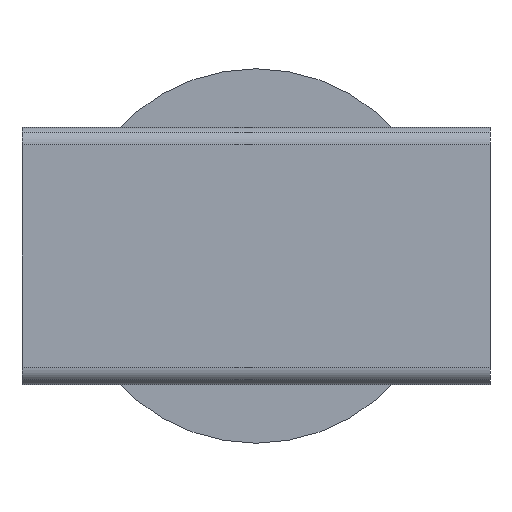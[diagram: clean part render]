
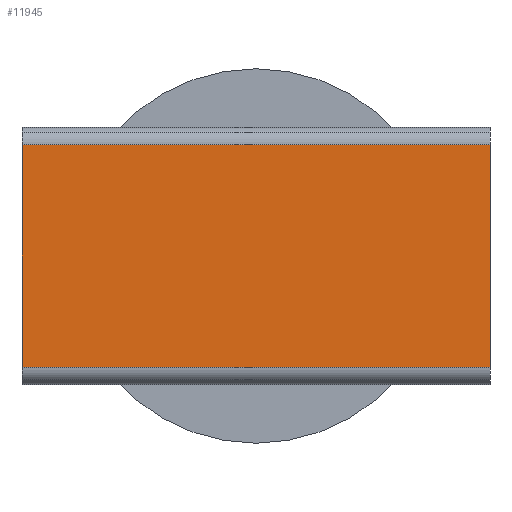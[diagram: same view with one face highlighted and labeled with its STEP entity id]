
A CAD part, front view. The second image highlights one B-rep face of the part: STEP entity #11945.
In plain terms, the highlighted planar face has unit normal (0, -1, 0).
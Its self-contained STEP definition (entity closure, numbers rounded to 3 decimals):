
#10732=CARTESIAN_POINT('',(-28.0,-11.0,-12.0));
#10733=VERTEX_POINT('',#10732);
#10741=CARTESIAN_POINT('',(-28.0,-11.0,7.0));
#10742=VERTEX_POINT('',#10741);
#10743=CARTESIAN_POINT('',(-28.0,-11.0,-12.0));
#10744=DIRECTION('',(0.0,0.0,1.0));
#10745=VECTOR('',#10744,19.0);
#10746=LINE('',#10743,#10745);
#10747=EDGE_CURVE('',#10733,#10742,#10746,.T.);
#10836=CARTESIAN_POINT('',(12.0,-11.0,-12.0));
#10837=VERTEX_POINT('',#10836);
#10845=CARTESIAN_POINT('',(12.0,-11.0,-12.0));
#10846=DIRECTION('',(-1.0,0.0,0.0));
#10847=VECTOR('',#10846,40.0);
#10848=LINE('',#10845,#10847);
#10849=EDGE_CURVE('',#10837,#10733,#10848,.T.);
#10862=CARTESIAN_POINT('',(12.0,-11.0,7.0));
#10863=VERTEX_POINT('',#10862);
#10864=CARTESIAN_POINT('',(-28.0,-11.0,7.0));
#10865=DIRECTION('',(1.0,0.0,0.0));
#10866=VECTOR('',#10865,40.0);
#10867=LINE('',#10864,#10866);
#10868=EDGE_CURVE('',#10742,#10863,#10867,.T.);
#10942=CARTESIAN_POINT('',(12.0,-11.0,-12.0));
#10943=DIRECTION('',(0.0,0.0,1.0));
#10944=VECTOR('',#10943,19.0);
#10945=LINE('',#10942,#10944);
#10946=EDGE_CURVE('',#10837,#10863,#10945,.T.);
#11934=CARTESIAN_POINT('',(12.0,-11.0,-13.5));
#11935=DIRECTION('',(0.0,-1.0,0.0));
#11936=DIRECTION('',(0.0,0.0,-1.0));
#11937=AXIS2_PLACEMENT_3D('',#11934,#11935,#11936);
#11938=PLANE('',#11937);
#11939=ORIENTED_EDGE('',*,*,#10849,.F.);
#11940=ORIENTED_EDGE('',*,*,#10946,.T.);
#11941=ORIENTED_EDGE('',*,*,#10868,.F.);
#11942=ORIENTED_EDGE('',*,*,#10747,.F.);
#11943=EDGE_LOOP('',(#11939,#11940,#11941,#11942));
#11944=FACE_OUTER_BOUND('',#11943,.T.);
#11945=ADVANCED_FACE('',(#11944),#11938,.T.);
